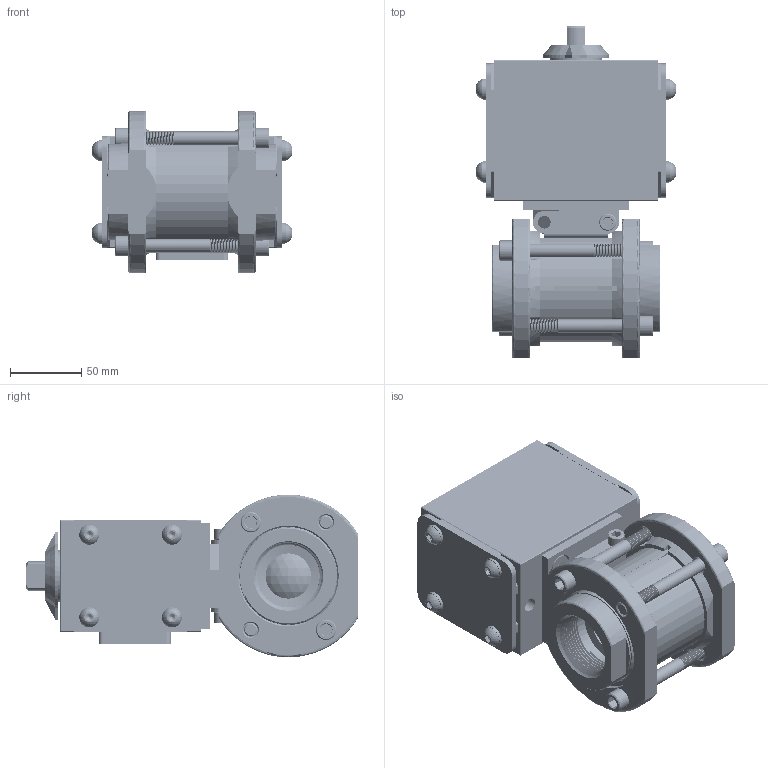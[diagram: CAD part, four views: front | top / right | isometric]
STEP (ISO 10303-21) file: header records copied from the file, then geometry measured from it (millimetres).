
FILE_DESCRIPTION (( 'STEP AP203' ), '1' );
FILE_NAME ('22XXSESA522D.step', '2018-03-15T17:08:28', ( '' ), ( '' ), 'SwSTEP 2.0', 'SolidWorks 2017', '' );
FILE_SCHEMA (( 'CONFIG_CONTROL_DESIGN' ));
Products named in the file (1): 22XXSESA522D
Bounding box: 139.51 x 232.59 x 114.05 mm (x, y, z)
Volume: 1113373.5 mm3; surface area: 357271.1 mm2
Topology: 47 solids, 47 shells, 2400 faces, 6227 edges, 3957 vertices
Faces by surface type: cylinder 1241, plane 636, cone 383, bspline 62, torus 60, sphere 18
Entity records: 113557 total; most frequent: CARTESIAN_POINT 58155, ORIENTED_EDGE 12318, DIRECTION 10970, EDGE_CURVE 6159, AXIS2_PLACEMENT_3D 4118, VERTEX_POINT 3955, VECTOR 2734, LINE 2734
